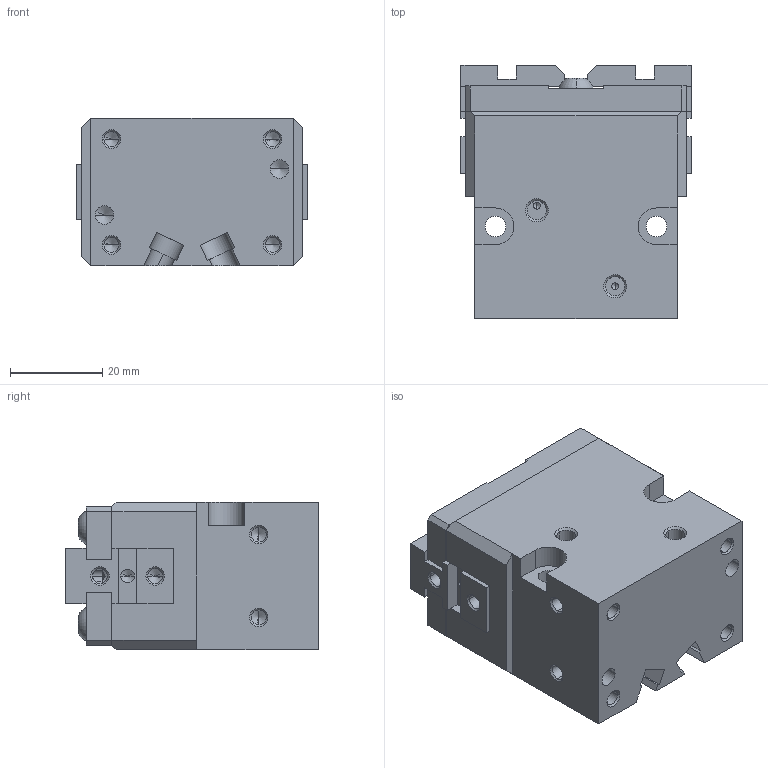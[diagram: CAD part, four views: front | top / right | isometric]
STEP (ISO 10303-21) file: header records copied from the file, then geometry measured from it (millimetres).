
FILE_DESCRIPTION( ( '' ), '1' );
FILE_NAME( 'ope50s_oe970prs_0_2_14a.stp', '2010-10-25T12:58:51', ( '' ), ( '' ), ' ', ' ', ' ' );
FILE_SCHEMA( ( 'automotive_design' ) );
Length unit declared in the file: millimetre
Products named in the file (3): 1; 2; 3
Bounding box: 50 x 55 x 32 mm (x, y, z)
Volume: 68383.1 mm3; surface area: 21810.3 mm2
Topology: 3 solids, 3 shells, 299 faces, 783 edges, 464 vertices
Faces by surface type: plane 140, cone 88, cylinder 67, torus 4
Entity records: 17458 total; most frequent: CARTESIAN_POINT 1739, DIRECTION 1525, STYLED_ITEM 1505, PRESENTATION_STYLE_ASSIGNMENT 1505, COLOUR_RGB 1505, ORIENTED_EDGE 1478, EDGE_CURVE 739, CURVE_STYLE 739
